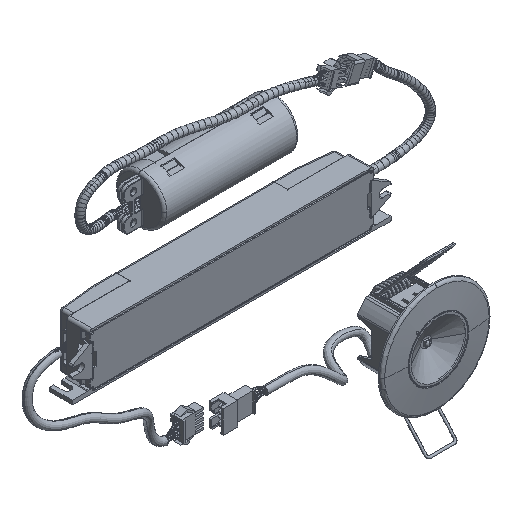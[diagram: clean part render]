
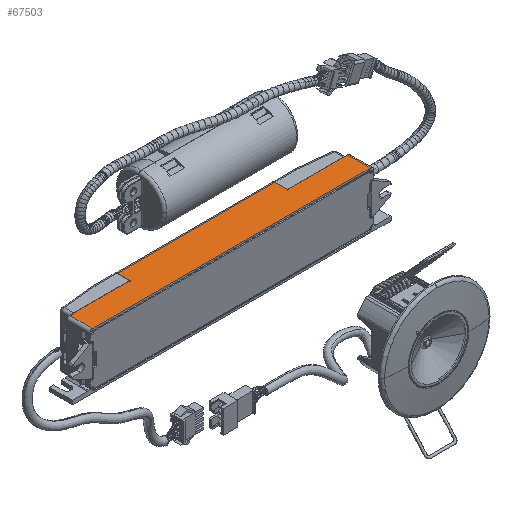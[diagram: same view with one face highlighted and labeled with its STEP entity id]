
A CAD part, isometric view. The second image highlights one B-rep face of the part: STEP entity #67503.
In plain terms, the highlighted planar face has unit normal (0, 0.009, 1).
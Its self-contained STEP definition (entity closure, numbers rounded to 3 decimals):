
#4765 = LINE ( 'NONE', #59472, #55471 ) ;
#6434 = VECTOR ( 'NONE', #84268, 1000. ) ;
#10148 = CARTESIAN_POINT ( 'NONE',  ( -312.844, 51.918, 27.337 ) ) ;
#12500 = EDGE_LOOP ( 'NONE', ( #60008, #101112, #120105, #57397, #29594, #42728, #77909, #17901 ) ) ;
#13150 = CARTESIAN_POINT ( 'NONE',  ( -279.889, 51.918, 27.337 ) ) ;
#15222 = VERTEX_POINT ( 'NONE', #88727 ) ;
#17901 = ORIENTED_EDGE ( 'NONE', *, *, #22681, .F. ) ;
#18768 = LINE ( 'NONE', #27850, #43732 ) ;
#19835 = VERTEX_POINT ( 'NONE', #38013 ) ;
#21805 = DIRECTION ( 'NONE',  ( 1., 0., 0. ) ) ;
#22122 = VECTOR ( 'NONE', #71027, 1000. ) ;
#22681 = EDGE_CURVE ( 'NONE', #61053, #78560, #18768, .T. ) ;
#24809 = CARTESIAN_POINT ( 'NONE',  ( -279.889, 51.918, 27.337 ) ) ;
#27850 = CARTESIAN_POINT ( 'NONE',  ( -160.194, 39.356, 27.447 ) ) ;
#29594 = ORIENTED_EDGE ( 'NONE', *, *, #44808, .F. ) ;
#29780 = CARTESIAN_POINT ( 'NONE',  ( -279.828, 58.966, 27.276 ) ) ;
#31015 = CARTESIAN_POINT ( 'NONE',  ( -160.194, 39.356, 27.447 ) ) ;
#33341 = LINE ( 'NONE', #71030, #60827 ) ;
#33564 = VERTEX_POINT ( 'NONE', #77940 ) ;
#33845 = LINE ( 'NONE', #29780, #62191 ) ;
#34864 = AXIS2_PLACEMENT_3D ( 'NONE', #94142, #47385, #66787 ) ;
#38013 = CARTESIAN_POINT ( 'NONE',  ( -279.828, 58.966, 27.276 ) ) ;
#38917 = EDGE_CURVE ( 'NONE', #61053, #15222, #103907, .T. ) ;
#39538 = CARTESIAN_POINT ( 'NONE',  ( -160.194, 39.356, 27.447 ) ) ;
#40534 = EDGE_CURVE ( 'NONE', #33564, #83231, #4765, .T. ) ;
#41075 = DIRECTION ( 'NONE',  ( 0.009, 1., -0.009 ) ) ;
#42728 = ORIENTED_EDGE ( 'NONE', *, *, #40534, .F. ) ;
#43732 = VECTOR ( 'NONE', #63129, 1000. ) ;
#44272 = DIRECTION ( 'NONE',  ( 0.009, -1., 0.009 ) ) ;
#44808 = EDGE_CURVE ( 'NONE', #83231, #19835, #87253, .T. ) ;
#46751 = EDGE_CURVE ( 'NONE', #19835, #77282, #33845, .T. ) ;
#47385 = DIRECTION ( 'NONE',  ( 0., 0.009, 1. ) ) ;
#47504 = VECTOR ( 'NONE', #76604, 1000. ) ;
#55471 = VECTOR ( 'NONE', #21805, 1000. ) ;
#57397 = ORIENTED_EDGE ( 'NONE', *, *, #46751, .F. ) ;
#59472 = CARTESIAN_POINT ( 'NONE',  ( -312.844, 51.918, 27.337 ) ) ;
#60008 = ORIENTED_EDGE ( 'NONE', *, *, #38917, .T. ) ;
#60827 = VECTOR ( 'NONE', #44272, 1000. ) ;
#61053 = VERTEX_POINT ( 'NONE', #31015 ) ;
#62191 = VECTOR ( 'NONE', #96454, 1000. ) ;
#62467 = LINE ( 'NONE', #81328, #22122 ) ;
#63129 = DIRECTION ( 'NONE',  ( -1., 0., 0. ) ) ;
#66787 = DIRECTION ( 'NONE',  ( 1., 0., 0. ) ) ;
#67503 = ADVANCED_FACE ( 'NONE', ( #111154 ), #76519, .T. ) ;
#71027 = DIRECTION ( 'NONE',  ( 1., 0., 0. ) ) ;
#71030 = CARTESIAN_POINT ( 'NONE',  ( -193.32, 58.966, 27.276 ) ) ;
#73292 = EDGE_CURVE ( 'NONE', #77282, #74989, #33341, .T. ) ;
#74989 = VERTEX_POINT ( 'NONE', #88520 ) ;
#76519 = PLANE ( 'NONE',  #34864 ) ;
#76604 = DIRECTION ( 'NONE',  ( -0.009, 1., -0.009 ) ) ;
#77282 = VERTEX_POINT ( 'NONE', #88843 ) ;
#77909 = ORIENTED_EDGE ( 'NONE', *, *, #100600, .T. ) ;
#77940 = CARTESIAN_POINT ( 'NONE',  ( -312.844, 51.918, 27.337 ) ) ;
#78560 = VERTEX_POINT ( 'NONE', #99140 ) ;
#81328 = CARTESIAN_POINT ( 'NONE',  ( -193.258, 51.918, 27.337 ) ) ;
#83231 = VERTEX_POINT ( 'NONE', #24809 ) ;
#84268 = DIRECTION ( 'NONE',  ( -0.009, -1., 0.009 ) ) ;
#87253 = LINE ( 'NONE', #13150, #100620 ) ;
#88520 = CARTESIAN_POINT ( 'NONE',  ( -193.258, 51.918, 27.337 ) ) ;
#88727 = CARTESIAN_POINT ( 'NONE',  ( -160.303, 51.918, 27.337 ) ) ;
#88843 = CARTESIAN_POINT ( 'NONE',  ( -193.32, 58.966, 27.276 ) ) ;
#93361 = LINE ( 'NONE', #10148, #6434 ) ;
#94142 = CARTESIAN_POINT ( 'NONE',  ( -231.549, 39.356, 27.447 ) ) ;
#96454 = DIRECTION ( 'NONE',  ( 1., 0., 0. ) ) ;
#99140 = CARTESIAN_POINT ( 'NONE',  ( -312.954, 39.356, 27.447 ) ) ;
#100600 = EDGE_CURVE ( 'NONE', #33564, #78560, #93361, .T. ) ;
#100620 = VECTOR ( 'NONE', #41075, 1000. ) ;
#101112 = ORIENTED_EDGE ( 'NONE', *, *, #117773, .F. ) ;
#103907 = LINE ( 'NONE', #39538, #47504 ) ;
#111154 = FACE_OUTER_BOUND ( 'NONE', #12500, .T. ) ;
#117773 = EDGE_CURVE ( 'NONE', #74989, #15222, #62467, .T. ) ;
#120105 = ORIENTED_EDGE ( 'NONE', *, *, #73292, .F. ) ;
